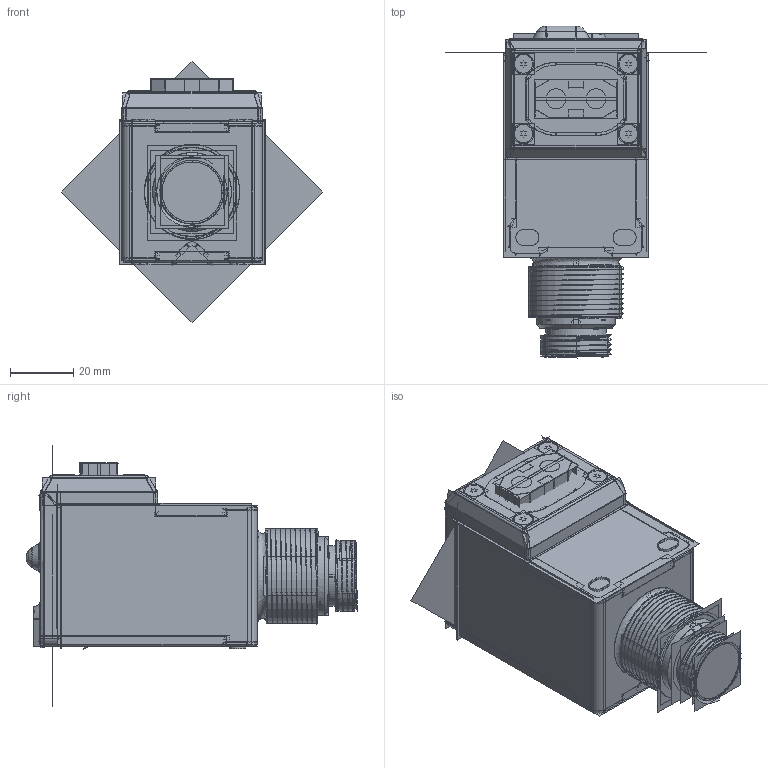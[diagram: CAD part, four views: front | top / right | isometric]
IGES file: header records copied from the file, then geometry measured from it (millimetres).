
Start section:  PTC IGES file: 156705.igs
Global section: file name: 156705.igs; native system: Creo Parametric by Parametric Technology Corporation; preprocessor: 2013230; author: pdmadmin; organization: Unknown; date: 20151002.111706; units: millimetre
Bounding box: 82.56 x 105.19 x 82.56 mm (x, y, z)
Volume: 72466 mm3; surface area: 348556.8 mm2
Topology: 16 solids, 16 shells, 2598 faces, 13024 edges, 16320 vertices
Faces by surface type: bspline 1306, revolution 1292
